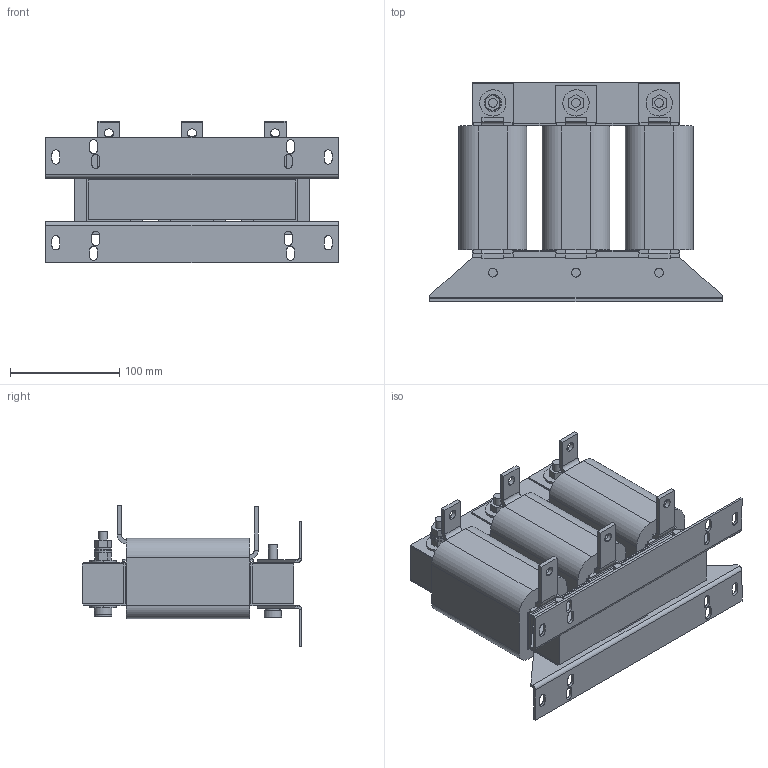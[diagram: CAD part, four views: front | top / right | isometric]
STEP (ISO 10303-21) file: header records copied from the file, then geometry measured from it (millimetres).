
FILE_DESCRIPTION (( 'STEP AP214' ), '1' );
FILE_NAME ('384772.STEP', '2021-10-18T11:01:05', ( '' ), ( '' ), 'SwSTEP 2.0', 'SolidWorks 2018', '' );
FILE_SCHEMA (( 'AUTOMOTIVE_DESIGN' ));
Length unit declared in the file: millimetre
Products named in the file (1): 384772
Bounding box: 267 x 200.7 x 129 mm (x, y, z)
Volume: 2189405.4 mm3; surface area: 240884.2 mm2
Topology: 1 solids, 1 shells, 428 faces, 1117 edges, 722 vertices
Faces by surface type: plane 300, cylinder 128
Entity records: 13177 total; most frequent: CARTESIAN_POINT 2268, DIRECTION 2265, ORIENTED_EDGE 2234, EDGE_CURVE 1117, VECTOR 827, LINE 827, VERTEX_POINT 722, AXIS2_PLACEMENT_3D 719
